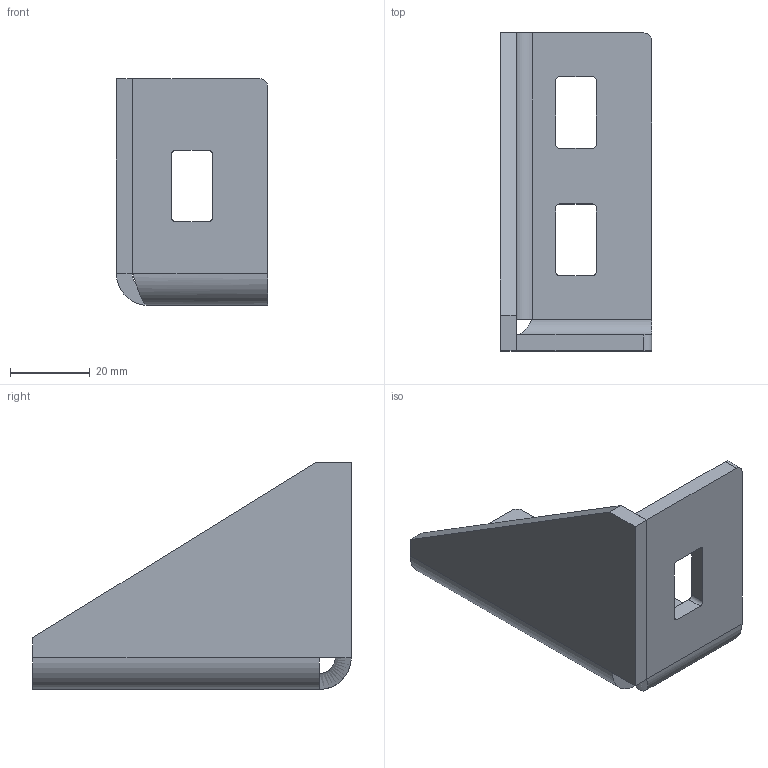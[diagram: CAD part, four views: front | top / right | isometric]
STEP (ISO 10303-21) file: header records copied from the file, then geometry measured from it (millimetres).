
FILE_DESCRIPTION (( 'STEP AP203' ), '1' );
FILE_NAME ('AL-S8060 Óãëîâîé ñîåäèíèòåëü ñòàëüíîé 80õ60S.STEP', '2024-07-12T11:44:23', ( '' ), ( '' ), 'SwSTEP 2.0', 'SolidWorks 2021', '' );
FILE_SCHEMA (( 'CONFIG_CONTROL_DESIGN' ));
Length unit declared in the file: millimetre
Products named in the file (1): AL-S8060 Óãëîâîé ñîåäèíèòåëü ñòàëüíîé 80õ60S
Bounding box: 38 x 80 x 57 mm (x, y, z)
Volume: 26435.4 mm3; surface area: 15574.8 mm2
Topology: 1 solids, 1 shells, 50 faces, 128 edges, 80 vertices
Faces by surface type: plane 31, cylinder 18, bspline 1
Entity records: 1617 total; most frequent: CARTESIAN_POINT 300, DIRECTION 258, ORIENTED_EDGE 256, EDGE_CURVE 128, LINE 90, VECTOR 90, AXIS2_PLACEMENT_3D 84, VERTEX_POINT 80
